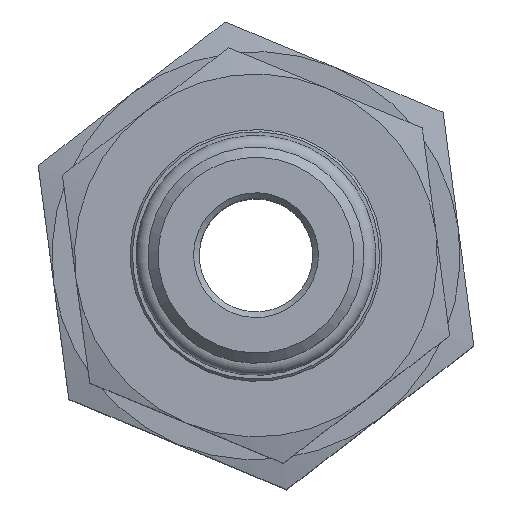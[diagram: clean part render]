
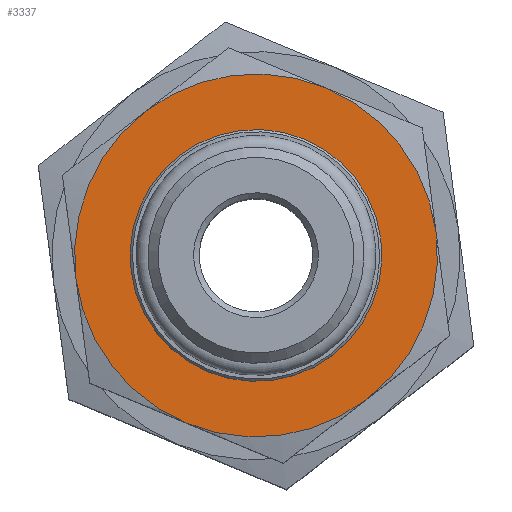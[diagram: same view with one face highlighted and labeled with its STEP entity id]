
A CAD part, top view. The second image highlights one B-rep face of the part: STEP entity #3337.
In plain terms, the highlighted planar face has unit normal (0, 0, 1).
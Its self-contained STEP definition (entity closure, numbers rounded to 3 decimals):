
#1406=CARTESIAN_POINT('',(11.1,0.,28.5));
#1407=VERTEX_POINT('',#1406);
#1408=CARTESIAN_POINT('',(0.,0.,28.5));
#1409=DIRECTION('',(0.0,0.0,1.0));
#1410=DIRECTION('',(-1.0,0.0,0.0));
#1411=AXIS2_PLACEMENT_3D('',#1408,#1409,#1410);
#1412=CIRCLE('',#1411,11.1);
#1413=EDGE_CURVE('',#1407,#1407,#1412,.T.);
#2556=CARTESIAN_POINT('',(8.,-13.856,28.5));
#2557=VERTEX_POINT('',#2556);
#2571=CARTESIAN_POINT('',(16.,0.,28.5));
#2572=VERTEX_POINT('',#2571);
#2586=CARTESIAN_POINT('',(0.0,0.0,28.5));
#2587=DIRECTION('',(0.0,0.0,1.0));
#2588=DIRECTION('',(1.0,0.0,0.0));
#2589=AXIS2_PLACEMENT_3D('',#2586,#2587,#2588);
#2590=CIRCLE('',#2589,16.);
#2591=EDGE_CURVE('',#2557,#2572,#2590,.T.);
#2603=CARTESIAN_POINT('',(-8.,-13.856,28.5));
#2604=VERTEX_POINT('',#2603);
#2631=CARTESIAN_POINT('',(0.0,0.0,28.5));
#2632=DIRECTION('',(0.0,0.0,1.0));
#2633=DIRECTION('',(1.0,0.0,0.0));
#2634=AXIS2_PLACEMENT_3D('',#2631,#2632,#2633);
#2635=CIRCLE('',#2634,16.);
#2636=EDGE_CURVE('',#2604,#2557,#2635,.T.);
#2648=CARTESIAN_POINT('',(-16.,0.,28.5));
#2649=VERTEX_POINT('',#2648);
#2676=CARTESIAN_POINT('',(0.0,0.0,28.5));
#2677=DIRECTION('',(0.0,0.0,1.0));
#2678=DIRECTION('',(1.0,0.0,0.0));
#2679=AXIS2_PLACEMENT_3D('',#2676,#2677,#2678);
#2680=CIRCLE('',#2679,16.);
#2681=EDGE_CURVE('',#2649,#2604,#2680,.T.);
#2706=CARTESIAN_POINT('',(-8.,13.856,28.5));
#2707=VERTEX_POINT('',#2706);
#2708=CARTESIAN_POINT('',(0.0,0.0,28.5));
#2709=DIRECTION('',(0.0,0.0,1.0));
#2710=DIRECTION('',(1.0,0.0,0.0));
#2711=AXIS2_PLACEMENT_3D('',#2708,#2709,#2710);
#2712=CIRCLE('',#2711,16.);
#2713=EDGE_CURVE('',#2707,#2649,#2712,.T.);
#2751=CARTESIAN_POINT('',(8.,13.856,28.5));
#2752=VERTEX_POINT('',#2751);
#2753=CARTESIAN_POINT('',(0.0,0.0,28.5));
#2754=DIRECTION('',(0.0,0.0,1.0));
#2755=DIRECTION('',(1.0,0.0,0.0));
#2756=AXIS2_PLACEMENT_3D('',#2753,#2754,#2755);
#2757=CIRCLE('',#2756,16.);
#2758=EDGE_CURVE('',#2752,#2707,#2757,.T.);
#2796=CARTESIAN_POINT('',(0.0,0.0,28.5));
#2797=DIRECTION('',(0.0,0.0,1.0));
#2798=DIRECTION('',(1.0,0.0,0.0));
#2799=AXIS2_PLACEMENT_3D('',#2796,#2797,#2798);
#2800=CIRCLE('',#2799,16.);
#2801=EDGE_CURVE('',#2572,#2752,#2800,.T.);
#3321=CARTESIAN_POINT('',(0.,0.,28.5));
#3322=DIRECTION('',(0.0,0.0,1.0));
#3323=DIRECTION('',(1.0,0.0,0.0));
#3324=AXIS2_PLACEMENT_3D('',#3321,#3322,#3323);
#3325=PLANE('',#3324);
#3326=ORIENTED_EDGE('',*,*,#2801,.T.);
#3327=ORIENTED_EDGE('',*,*,#2758,.T.);
#3328=ORIENTED_EDGE('',*,*,#2713,.T.);
#3329=ORIENTED_EDGE('',*,*,#2681,.T.);
#3330=ORIENTED_EDGE('',*,*,#2636,.T.);
#3331=ORIENTED_EDGE('',*,*,#2591,.T.);
#3332=EDGE_LOOP('',(#3326,#3327,#3328,#3329,#3330,#3331));
#3333=FACE_OUTER_BOUND('',#3332,.T.);
#3334=ORIENTED_EDGE('',*,*,#1413,.F.);
#3335=EDGE_LOOP('',(#3334));
#3336=FACE_BOUND('',#3335,.T.);
#3337=ADVANCED_FACE('',(#3333,#3336),#3325,.T.);
